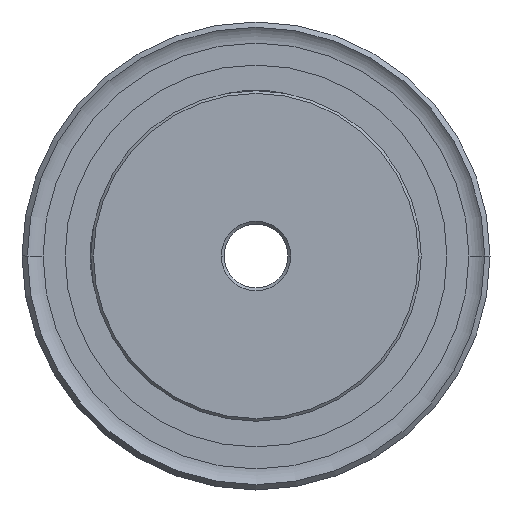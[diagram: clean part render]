
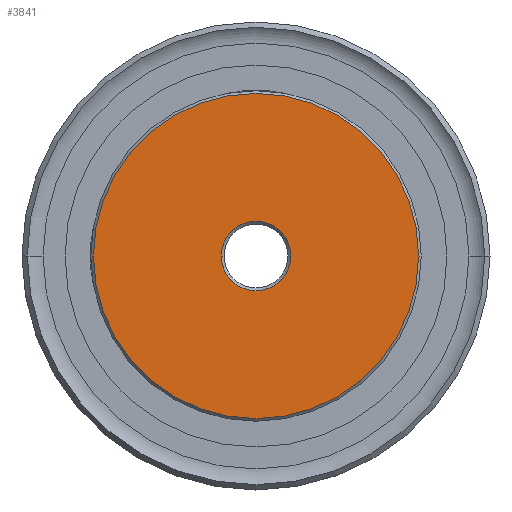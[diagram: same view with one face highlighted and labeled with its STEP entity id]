
A CAD part, left-side view. The second image highlights one B-rep face of the part: STEP entity #3841.
In plain terms, the highlighted planar face has unit normal (-1, 0, 0).
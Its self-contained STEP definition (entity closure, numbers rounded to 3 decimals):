
#67 = DIRECTION ( 'NONE',  ( -1., 0., 0. ) ) ;
#124 = VERTEX_POINT ( 'NONE', #9535 ) ;
#431 = ORIENTED_EDGE ( 'NONE', *, *, #5862, .T. ) ;
#607 = CARTESIAN_POINT ( 'NONE',  ( -6.75, 0., 0. ) ) ;
#851 = CARTESIAN_POINT ( 'NONE',  ( -6.75, -3., 0. ) ) ;
#939 = DIRECTION ( 'NONE',  ( 0., 1., 0. ) ) ;
#949 = AXIS2_PLACEMENT_3D ( 'NONE', #4739, #67, #3228 ) ;
#1112 = AXIS2_PLACEMENT_3D ( 'NONE', #607, #7609, #8421 ) ;
#1306 = CIRCLE ( 'NONE', #8494, 3.25 ) ;
#1426 = CARTESIAN_POINT ( 'NONE',  ( -6.75, -3.25, 0. ) ) ;
#2094 = EDGE_LOOP ( 'NONE', ( #4464, #431 ) ) ;
#2238 = VERTEX_POINT ( 'NONE', #1426 ) ;
#2358 = EDGE_CURVE ( 'NONE', #9750, #2238, #1306, .T. ) ;
#2396 = DIRECTION ( 'NONE',  ( 0., 1., 0. ) ) ;
#2438 = AXIS2_PLACEMENT_3D ( 'NONE', #851, #4016, #2396 ) ;
#2466 = PLANE ( 'NONE',  #2438 ) ;
#2552 = CARTESIAN_POINT ( 'NONE',  ( -6.75, 0., 0. ) ) ;
#2640 = CARTESIAN_POINT ( 'NONE',  ( -6.75, 3.25, 0. ) ) ;
#2889 = CIRCLE ( 'NONE', #8476, 3.25 ) ;
#3228 = DIRECTION ( 'NONE',  ( 0., 1., 0. ) ) ;
#3259 = VERTEX_POINT ( 'NONE', #3517 ) ;
#3348 = FACE_OUTER_BOUND ( 'NONE', #2094, .T. ) ;
#3517 = CARTESIAN_POINT ( 'NONE',  ( -6.75, -15.25, 0. ) ) ;
#3545 = CIRCLE ( 'NONE', #949, 15.25 ) ;
#3713 = CIRCLE ( 'NONE', #1112, 15.25 ) ;
#3841 = ADVANCED_FACE ( 'NONE', ( #3348, #4659 ), #2466, .F. ) ;
#4016 = DIRECTION ( 'NONE',  ( 1., 0., 0. ) ) ;
#4464 = ORIENTED_EDGE ( 'NONE', *, *, #9043, .T. ) ;
#4659 = FACE_BOUND ( 'NONE', #6755, .T. ) ;
#4683 = ORIENTED_EDGE ( 'NONE', *, *, #8173, .T. ) ;
#4739 = CARTESIAN_POINT ( 'NONE',  ( -6.75, 0., 0. ) ) ;
#5862 = EDGE_CURVE ( 'NONE', #3259, #124, #3545, .T. ) ;
#6392 = DIRECTION ( 'NONE',  ( 1., 0., 0. ) ) ;
#6755 = EDGE_LOOP ( 'NONE', ( #4683, #7627 ) ) ;
#7609 = DIRECTION ( 'NONE',  ( -1., 0., 0. ) ) ;
#7627 = ORIENTED_EDGE ( 'NONE', *, *, #2358, .T. ) ;
#7868 = CARTESIAN_POINT ( 'NONE',  ( -6.75, 0., 0. ) ) ;
#8173 = EDGE_CURVE ( 'NONE', #2238, #9750, #2889, .T. ) ;
#8421 = DIRECTION ( 'NONE',  ( 0., 1., 0. ) ) ;
#8476 = AXIS2_PLACEMENT_3D ( 'NONE', #2552, #6392, #939 ) ;
#8494 = AXIS2_PLACEMENT_3D ( 'NONE', #7868, #9457, #8726 ) ;
#8726 = DIRECTION ( 'NONE',  ( 0., 1., 0. ) ) ;
#9043 = EDGE_CURVE ( 'NONE', #124, #3259, #3713, .T. ) ;
#9457 = DIRECTION ( 'NONE',  ( 1., 0., 0. ) ) ;
#9535 = CARTESIAN_POINT ( 'NONE',  ( -6.75, 15.25, 0. ) ) ;
#9750 = VERTEX_POINT ( 'NONE', #2640 ) ;
